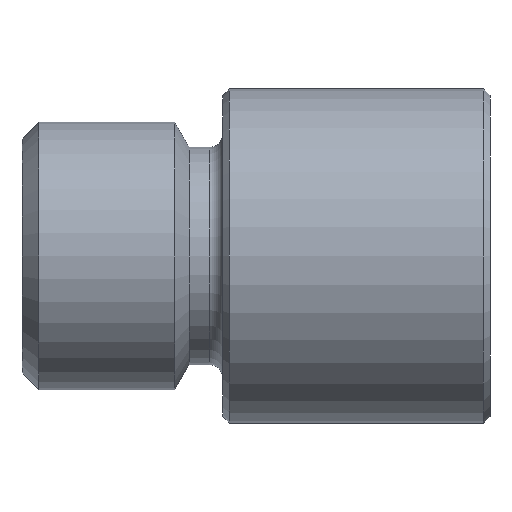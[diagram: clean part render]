
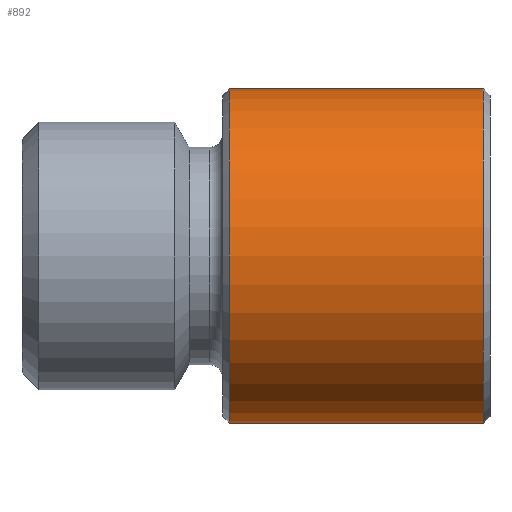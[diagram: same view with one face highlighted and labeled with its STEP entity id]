
A CAD part, front view. The second image highlights one B-rep face of the part: STEP entity #892.
In plain terms, the highlighted cylindrical face has radius 5 mm (diameter 10 mm), a full revolution.
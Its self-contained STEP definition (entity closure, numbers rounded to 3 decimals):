
#858=CARTESIAN_POINT('',(-0.2,5.0,0.));
#859=VERTEX_POINT('',#858);
#860=CARTESIAN_POINT('',(-0.2,0.0,0.0));
#861=DIRECTION('',(1.0,0.0,0.0));
#862=DIRECTION('',(0.0,-1.0,0.0));
#863=AXIS2_PLACEMENT_3D('',#860,#861,#862);
#864=CIRCLE('',#863,5.0);
#865=EDGE_CURVE('',#859,#859,#864,.T.);
#873=CARTESIAN_POINT('',(-4.0,0.0,0.0));
#874=DIRECTION('',(1.0,0.0,0.0));
#875=DIRECTION('',(0.0,1.0,0.0));
#876=AXIS2_PLACEMENT_3D('',#873,#874,#875);
#877=CYLINDRICAL_SURFACE('',#876,5.0);
#878=CARTESIAN_POINT('',(-7.8,5.0,0.));
#879=VERTEX_POINT('',#878);
#880=CARTESIAN_POINT('',(-7.8,0.0,0.0));
#881=DIRECTION('',(-1.0,0.0,0.0));
#882=DIRECTION('',(0.0,-1.0,0.0));
#883=AXIS2_PLACEMENT_3D('',#880,#881,#882);
#884=CIRCLE('',#883,5.0);
#885=EDGE_CURVE('',#879,#879,#884,.T.);
#886=ORIENTED_EDGE('',*,*,#885,.F.);
#887=EDGE_LOOP('',(#886));
#888=FACE_OUTER_BOUND('',#887,.T.);
#889=ORIENTED_EDGE('',*,*,#865,.F.);
#890=EDGE_LOOP('',(#889));
#891=FACE_BOUND('',#890,.T.);
#892=ADVANCED_FACE('',(#888,#891),#877,.T.);
